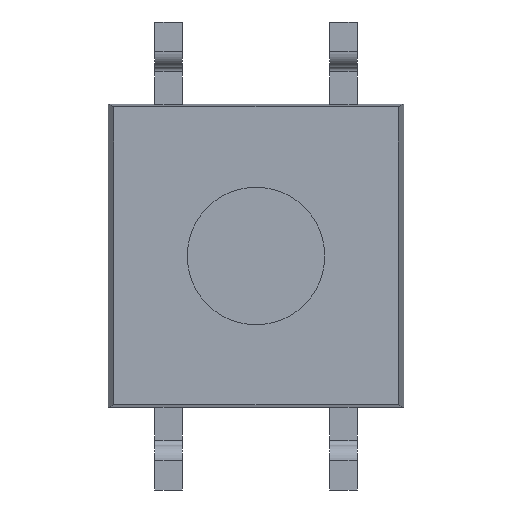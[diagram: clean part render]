
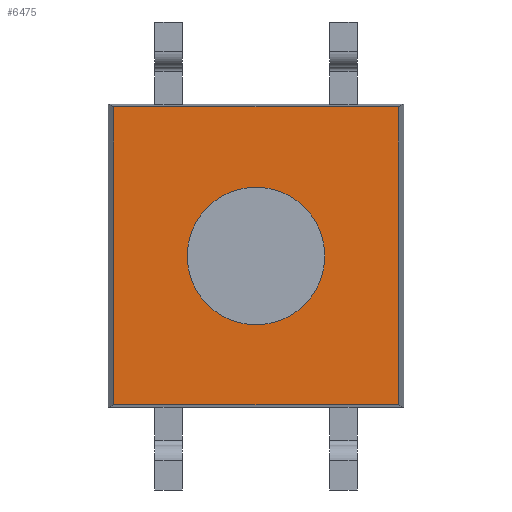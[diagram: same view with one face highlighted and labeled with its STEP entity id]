
A CAD part, front view. The second image highlights one B-rep face of the part: STEP entity #6475.
In plain terms, the highlighted planar face has unit normal (0, -1, 0).
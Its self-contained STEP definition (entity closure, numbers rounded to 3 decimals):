
#84=CARTESIAN_POINT('',(1.0,-0.925,0.));
#85=VERTEX_POINT('',#84);
#86=CARTESIAN_POINT('',(0.0,-0.925,0.0));
#87=DIRECTION('',(0.0,1.0,0.0));
#88=DIRECTION('',(-1.0,0.0,0.0));
#89=AXIS2_PLACEMENT_3D('',#86,#87,#88);
#90=CIRCLE('',#89,1.0);
#91=EDGE_CURVE('',#85,#85,#90,.T.);
#6399=CARTESIAN_POINT('',(2.069,-0.925,-2.16));
#6400=VERTEX_POINT('',#6399);
#6407=CARTESIAN_POINT('',(-2.069,-0.925,-2.16));
#6408=VERTEX_POINT('',#6407);
#6409=CARTESIAN_POINT('',(-2.069,-0.925,-2.16));
#6410=DIRECTION('',(1.0,0.0,0.0));
#6411=VECTOR('',#6410,4.138);
#6412=LINE('',#6409,#6411);
#6413=EDGE_CURVE('',#6408,#6400,#6412,.T.);
#6429=CARTESIAN_POINT('',(2.069,-0.925,2.166));
#6430=VERTEX_POINT('',#6429);
#6431=CARTESIAN_POINT('',(2.069,-0.925,2.166));
#6432=DIRECTION('',(0.0,0.0,-1.0));
#6433=VECTOR('',#6432,4.326);
#6434=LINE('',#6431,#6433);
#6435=EDGE_CURVE('',#6430,#6400,#6434,.T.);
#6449=CARTESIAN_POINT('',(2.069,-0.925,0.0));
#6450=DIRECTION('',(0.0,-1.0,0.0));
#6451=DIRECTION('',(0.0,0.0,-1.0));
#6452=AXIS2_PLACEMENT_3D('',#6449,#6450,#6451);
#6453=PLANE('',#6452);
#6454=CARTESIAN_POINT('',(-2.069,-0.925,2.166));
#6455=VERTEX_POINT('',#6454);
#6456=CARTESIAN_POINT('',(-2.069,-0.925,2.166));
#6457=DIRECTION('',(1.0,0.0,0.0));
#6458=VECTOR('',#6457,4.138);
#6459=LINE('',#6456,#6458);
#6460=EDGE_CURVE('',#6430,#6455,#6459,.F.);
#6461=ORIENTED_EDGE('',*,*,#6460,.T.);
#6462=CARTESIAN_POINT('',(-2.069,-0.925,2.166));
#6463=DIRECTION('',(0.0,0.0,-1.0));
#6464=VECTOR('',#6463,4.326);
#6465=LINE('',#6462,#6464);
#6466=EDGE_CURVE('',#6455,#6408,#6465,.T.);
#6467=ORIENTED_EDGE('',*,*,#6466,.T.);
#6468=ORIENTED_EDGE('',*,*,#6413,.T.);
#6469=ORIENTED_EDGE('',*,*,#6435,.F.);
#6470=EDGE_LOOP('',(#6461,#6467,#6468,#6469));
#6471=FACE_OUTER_BOUND('',#6470,.T.);
#6472=ORIENTED_EDGE('',*,*,#91,.T.);
#6473=EDGE_LOOP('',(#6472));
#6474=FACE_BOUND('',#6473,.T.);
#6475=ADVANCED_FACE('',(#6471,#6474),#6453,.T.);
